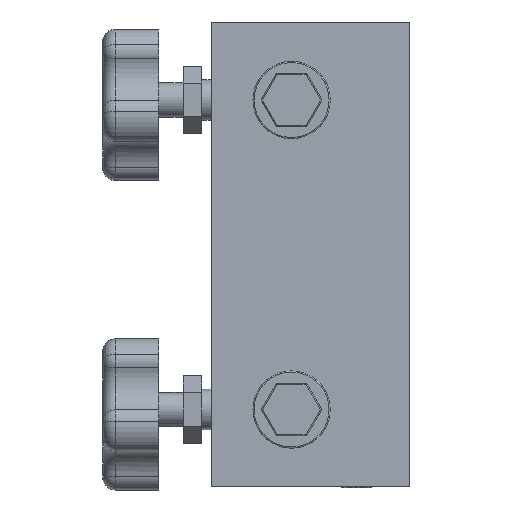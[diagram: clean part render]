
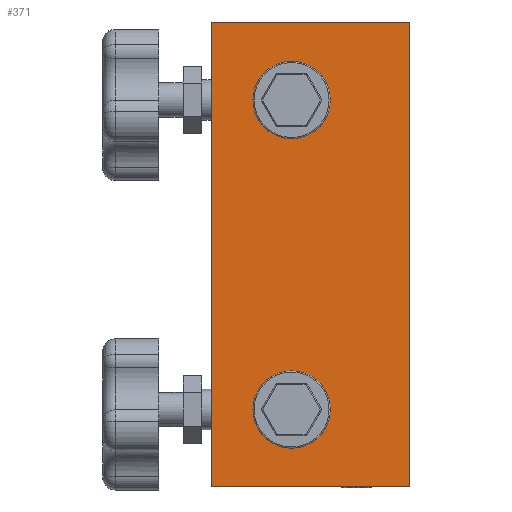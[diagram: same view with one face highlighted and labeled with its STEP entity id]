
A CAD part, left-side view. The second image highlights one B-rep face of the part: STEP entity #371.
In plain terms, the highlighted planar face has unit normal (-1, 0, 0).
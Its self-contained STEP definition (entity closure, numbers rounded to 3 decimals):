
#94 = CARTESIAN_POINT ( 'NONE',  ( -19., -13.5, -125. ) ) ;
#320 = VERTEX_POINT ( 'NONE', #94 ) ;
#371 = ADVANCED_FACE ( 'NONE', ( #4540, #375, #4229 ), #4916, .T. ) ;
#375 = FACE_OUTER_BOUND ( 'NONE', #4575, .T. ) ;
#563 = EDGE_CURVE ( 'NONE', #1844, #3641, #1785, .T. ) ;
#729 = ORIENTED_EDGE ( 'NONE', *, *, #3792, .F. ) ;
#934 = ORIENTED_EDGE ( 'NONE', *, *, #5110, .F. ) ;
#1032 = EDGE_CURVE ( 'NONE', #3578, #1381, #1774, .T. ) ;
#1111 = DIRECTION ( 'NONE',  ( 0., 0., 1. ) ) ;
#1192 = VECTOR ( 'NONE', #1111, 1000. ) ;
#1232 = CARTESIAN_POINT ( 'NONE',  ( -19., -26., -125. ) ) ;
#1356 = LINE ( 'NONE', #1654, #3851 ) ;
#1366 = EDGE_CURVE ( 'NONE', #3641, #1844, #1382, .T. ) ;
#1379 = CIRCLE ( 'NONE', #4945, 12.5 ) ;
#1381 = VERTEX_POINT ( 'NONE', #4481 ) ;
#1382 = CIRCLE ( 'NONE', #1541, 12.5 ) ;
#1483 = CARTESIAN_POINT ( 'NONE',  ( -19., -26., -25. ) ) ;
#1541 = AXIS2_PLACEMENT_3D ( 'NONE', #1483, #4986, #1980 ) ;
#1582 = CARTESIAN_POINT ( 'NONE',  ( -19., -64., -150. ) ) ;
#1588 = CARTESIAN_POINT ( 'NONE',  ( -19., -26., -125. ) ) ;
#1654 = CARTESIAN_POINT ( 'NONE',  ( -19., 0., -150. ) ) ;
#1718 = AXIS2_PLACEMENT_3D ( 'NONE', #1588, #5099, #2098 ) ;
#1728 = DIRECTION ( 'NONE',  ( 0., -1., 0. ) ) ;
#1774 = LINE ( 'NONE', #5355, #4295 ) ;
#1785 = CIRCLE ( 'NONE', #4966, 12.5 ) ;
#1844 = VERTEX_POINT ( 'NONE', #6038 ) ;
#1980 = DIRECTION ( 'NONE',  ( 0., -1., 0. ) ) ;
#2033 = EDGE_LOOP ( 'NONE', ( #729, #3233 ) ) ;
#2043 = AXIS2_PLACEMENT_3D ( 'NONE', #3913, #5421, #2424 ) ;
#2098 = DIRECTION ( 'NONE',  ( 0., -1., 0. ) ) ;
#2253 = CARTESIAN_POINT ( 'NONE',  ( -19., -26., -25. ) ) ;
#2334 = LINE ( 'NONE', #3010, #6039 ) ;
#2424 = DIRECTION ( 'NONE',  ( 0., -1., 0. ) ) ;
#2468 = EDGE_CURVE ( 'NONE', #5226, #320, #1379, .T. ) ;
#2658 = CIRCLE ( 'NONE', #1718, 12.5 ) ;
#2756 = DIRECTION ( 'NONE',  ( 0., -1., 0. ) ) ;
#2835 = CARTESIAN_POINT ( 'NONE',  ( -19., 0., 0. ) ) ;
#2861 = DIRECTION ( 'NONE',  ( 0., -1., 0. ) ) ;
#3010 = CARTESIAN_POINT ( 'NONE',  ( -19., 0., 0. ) ) ;
#3151 = DIRECTION ( 'NONE',  ( 0., 0., 1. ) ) ;
#3233 = ORIENTED_EDGE ( 'NONE', *, *, #2468, .F. ) ;
#3578 = VERTEX_POINT ( 'NONE', #4770 ) ;
#3641 = VERTEX_POINT ( 'NONE', #5484 ) ;
#3792 = EDGE_CURVE ( 'NONE', #320, #5226, #2658, .T. ) ;
#3851 = VECTOR ( 'NONE', #3151, 1000. ) ;
#3913 = CARTESIAN_POINT ( 'NONE',  ( -19., 0., -150. ) ) ;
#4037 = EDGE_LOOP ( 'NONE', ( #5312, #5274 ) ) ;
#4043 = ORIENTED_EDGE ( 'NONE', *, *, #1032, .T. ) ;
#4108 = EDGE_CURVE ( 'NONE', #4586, #4895, #2334, .T. ) ;
#4229 = FACE_BOUND ( 'NONE', #2033, .T. ) ;
#4295 = VECTOR ( 'NONE', #2861, 1000. ) ;
#4481 = CARTESIAN_POINT ( 'NONE',  ( -19., -64., -150. ) ) ;
#4540 = FACE_BOUND ( 'NONE', #4037, .T. ) ;
#4575 = EDGE_LOOP ( 'NONE', ( #4998, #934, #4043, #6343 ) ) ;
#4586 = VERTEX_POINT ( 'NONE', #2835 ) ;
#4723 = DIRECTION ( 'NONE',  ( -1., 0., 0. ) ) ;
#4770 = CARTESIAN_POINT ( 'NONE',  ( -19., 0., -150. ) ) ;
#4895 = VERTEX_POINT ( 'NONE', #5974 ) ;
#4916 = PLANE ( 'NONE',  #2043 ) ;
#4945 = AXIS2_PLACEMENT_3D ( 'NONE', #1232, #4723, #1728 ) ;
#4966 = AXIS2_PLACEMENT_3D ( 'NONE', #2253, #5749, #2756 ) ;
#4986 = DIRECTION ( 'NONE',  ( -1., 0., 0. ) ) ;
#4998 = ORIENTED_EDGE ( 'NONE', *, *, #4108, .F. ) ;
#5099 = DIRECTION ( 'NONE',  ( -1., 0., 0. ) ) ;
#5110 = EDGE_CURVE ( 'NONE', #3578, #4586, #1356, .T. ) ;
#5182 = LINE ( 'NONE', #1582, #1192 ) ;
#5226 = VERTEX_POINT ( 'NONE', #6319 ) ;
#5274 = ORIENTED_EDGE ( 'NONE', *, *, #563, .F. ) ;
#5312 = ORIENTED_EDGE ( 'NONE', *, *, #1366, .F. ) ;
#5355 = CARTESIAN_POINT ( 'NONE',  ( -19., 0., -150. ) ) ;
#5421 = DIRECTION ( 'NONE',  ( -1., 0., 0. ) ) ;
#5484 = CARTESIAN_POINT ( 'NONE',  ( -19., -13.5, -25. ) ) ;
#5749 = DIRECTION ( 'NONE',  ( -1., 0., 0. ) ) ;
#5974 = CARTESIAN_POINT ( 'NONE',  ( -19., -64., 0. ) ) ;
#6024 = DIRECTION ( 'NONE',  ( 0., -1., 0. ) ) ;
#6038 = CARTESIAN_POINT ( 'NONE',  ( -19., -38.5, -25. ) ) ;
#6039 = VECTOR ( 'NONE', #6024, 1000. ) ;
#6233 = EDGE_CURVE ( 'NONE', #1381, #4895, #5182, .T. ) ;
#6319 = CARTESIAN_POINT ( 'NONE',  ( -19., -38.5, -125. ) ) ;
#6343 = ORIENTED_EDGE ( 'NONE', *, *, #6233, .T. ) ;
